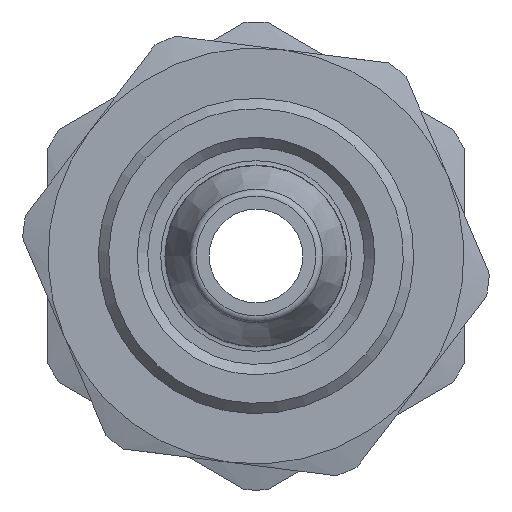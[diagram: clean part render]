
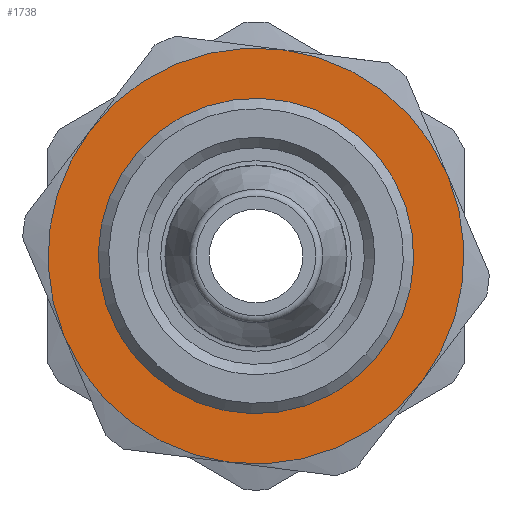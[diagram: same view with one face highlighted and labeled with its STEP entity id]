
A CAD part, left-side view. The second image highlights one B-rep face of the part: STEP entity #1738.
In plain terms, the highlighted planar face has unit normal (-1, 0, 0).
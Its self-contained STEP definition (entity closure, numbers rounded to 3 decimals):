
#1662=CARTESIAN_POINT('',(0.,4.25,0.));
#1663=VERTEX_POINT('',#1662);
#1664=CARTESIAN_POINT('',(0.,0.0,0.0));
#1665=DIRECTION('',(-1.0,0.0,0.0));
#1666=DIRECTION('',(0.0,-1.0,0.0));
#1667=AXIS2_PLACEMENT_3D('',#1664,#1665,#1666);
#1668=CIRCLE('',#1667,4.25);
#1669=EDGE_CURVE('',#1663,#1663,#1668,.T.);
#1674=CARTESIAN_POINT('',(0.,5.0,0.0));
#1675=DIRECTION('',(-1.0,0.0,0.0));
#1676=DIRECTION('',(0.0,0.0,1.0));
#1677=AXIS2_PLACEMENT_3D('',#1674,#1675,#1676);
#1678=PLANE('',#1677);
#1679=CARTESIAN_POINT('',(0.,6.,0.0));
#1680=VERTEX_POINT('',#1679);
#1681=CARTESIAN_POINT('',(0.,3.,5.196));
#1682=VERTEX_POINT('',#1681);
#1683=CARTESIAN_POINT('',(0.,0.0,0.0));
#1684=DIRECTION('',(1.0,0.0,0.0));
#1685=DIRECTION('',(0.0,1.0,0.0));
#1686=AXIS2_PLACEMENT_3D('',#1683,#1684,#1685);
#1687=CIRCLE('',#1686,6.);
#1688=EDGE_CURVE('',#1680,#1682,#1687,.T.);
#1689=ORIENTED_EDGE('',*,*,#1688,.F.);
#1690=CARTESIAN_POINT('',(0.,3.,-5.196));
#1691=VERTEX_POINT('',#1690);
#1692=CARTESIAN_POINT('',(0.,0.0,0.0));
#1693=DIRECTION('',(1.0,0.0,0.0));
#1694=DIRECTION('',(0.0,1.0,0.0));
#1695=AXIS2_PLACEMENT_3D('',#1692,#1693,#1694);
#1696=CIRCLE('',#1695,6.);
#1697=EDGE_CURVE('',#1691,#1680,#1696,.T.);
#1698=ORIENTED_EDGE('',*,*,#1697,.F.);
#1699=CARTESIAN_POINT('',(0.,-3.,-5.196));
#1700=VERTEX_POINT('',#1699);
#1701=CARTESIAN_POINT('',(0.,0.0,0.0));
#1702=DIRECTION('',(1.0,0.0,0.0));
#1703=DIRECTION('',(0.0,1.0,0.0));
#1704=AXIS2_PLACEMENT_3D('',#1701,#1702,#1703);
#1705=CIRCLE('',#1704,6.);
#1706=EDGE_CURVE('',#1700,#1691,#1705,.T.);
#1707=ORIENTED_EDGE('',*,*,#1706,.F.);
#1708=CARTESIAN_POINT('',(0.,-6.,0.));
#1709=VERTEX_POINT('',#1708);
#1710=CARTESIAN_POINT('',(0.,0.0,0.0));
#1711=DIRECTION('',(1.0,0.0,0.0));
#1712=DIRECTION('',(0.0,1.0,0.0));
#1713=AXIS2_PLACEMENT_3D('',#1710,#1711,#1712);
#1714=CIRCLE('',#1713,6.);
#1715=EDGE_CURVE('',#1709,#1700,#1714,.T.);
#1716=ORIENTED_EDGE('',*,*,#1715,.F.);
#1717=CARTESIAN_POINT('',(0.,-3.,5.196));
#1718=VERTEX_POINT('',#1717);
#1719=CARTESIAN_POINT('',(0.,0.0,0.0));
#1720=DIRECTION('',(1.0,0.0,0.0));
#1721=DIRECTION('',(0.0,1.0,0.0));
#1722=AXIS2_PLACEMENT_3D('',#1719,#1720,#1721);
#1723=CIRCLE('',#1722,6.);
#1724=EDGE_CURVE('',#1718,#1709,#1723,.T.);
#1725=ORIENTED_EDGE('',*,*,#1724,.F.);
#1726=CARTESIAN_POINT('',(0.,0.0,0.0));
#1727=DIRECTION('',(1.0,0.0,0.0));
#1728=DIRECTION('',(0.0,1.0,0.0));
#1729=AXIS2_PLACEMENT_3D('',#1726,#1727,#1728);
#1730=CIRCLE('',#1729,6.);
#1731=EDGE_CURVE('',#1682,#1718,#1730,.T.);
#1732=ORIENTED_EDGE('',*,*,#1731,.F.);
#1733=EDGE_LOOP('',(#1689,#1698,#1707,#1716,#1725,#1732));
#1734=FACE_OUTER_BOUND('',#1733,.T.);
#1735=ORIENTED_EDGE('',*,*,#1669,.F.);
#1736=EDGE_LOOP('',(#1735));
#1737=FACE_BOUND('',#1736,.T.);
#1738=ADVANCED_FACE('',(#1734,#1737),#1678,.T.);
